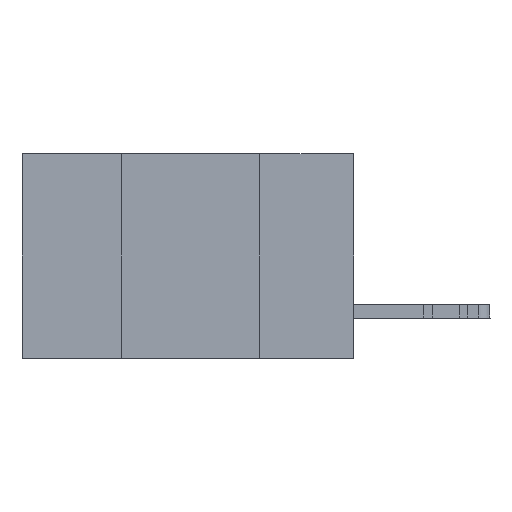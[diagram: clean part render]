
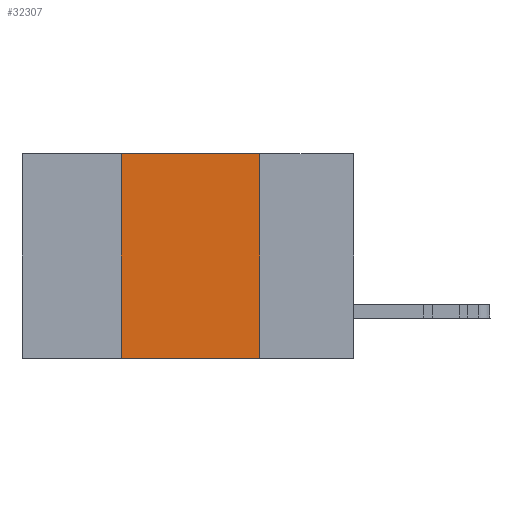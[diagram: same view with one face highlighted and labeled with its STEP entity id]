
A CAD part, left-side view. The second image highlights one B-rep face of the part: STEP entity #32307.
In plain terms, the highlighted planar face has unit normal (-1, 0, 0).
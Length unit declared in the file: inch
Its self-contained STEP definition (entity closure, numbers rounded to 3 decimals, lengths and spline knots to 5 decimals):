
#80 = DIRECTION ( 'NONE',  ( 1., 0., 0. ) ) ;
#1241 = CARTESIAN_POINT ( 'NONE',  ( 0., 0.42, -0.37 ) ) ;
#1490 = CARTESIAN_POINT ( 'NONE',  ( 0., 0.42, 0. ) ) ;
#4200 = CARTESIAN_POINT ( 'NONE',  ( 0., 0.6, 0. ) ) ;
#4578 = DIRECTION ( 'NONE',  ( 0., 0., 1. ) ) ;
#5024 = EDGE_LOOP ( 'NONE', ( #23259, #30975, #41556, #30762 ) ) ;
#5496 = AXIS2_PLACEMENT_3D ( 'NONE', #4200, #80, #8425 ) ;
#5867 = CARTESIAN_POINT ( 'NONE',  ( 0., 0.6, -0.37 ) ) ;
#6750 = VERTEX_POINT ( 'NONE', #1490 ) ;
#8425 = DIRECTION ( 'NONE',  ( 0., 0., -1. ) ) ;
#10991 = VERTEX_POINT ( 'NONE', #1241 ) ;
#12113 = VECTOR ( 'NONE', #41524, 39.37008 ) ;
#13533 = VECTOR ( 'NONE', #4578, 39.37008 ) ;
#14703 = EDGE_CURVE ( 'NONE', #50004, #32333, #23853, .T. ) ;
#16074 = PLANE ( 'NONE',  #5496 ) ;
#16360 = EDGE_CURVE ( 'NONE', #10991, #6750, #18975, .T. ) ;
#18413 = EDGE_CURVE ( 'NONE', #6750, #50004, #19406, .T. ) ;
#18478 = LINE ( 'NONE', #5867, #23959 ) ;
#18975 = LINE ( 'NONE', #31975, #13533 ) ;
#19406 = LINE ( 'NONE', #25982, #12113 ) ;
#23259 = ORIENTED_EDGE ( 'NONE', *, *, #14703, .F. ) ;
#23853 = LINE ( 'NONE', #39172, #44947 ) ;
#23959 = VECTOR ( 'NONE', #40715, 39.37008 ) ;
#25982 = CARTESIAN_POINT ( 'NONE',  ( 0., 0.6, 0. ) ) ;
#28217 = EDGE_CURVE ( 'NONE', #10991, #32333, #18478, .T. ) ;
#30762 = ORIENTED_EDGE ( 'NONE', *, *, #28217, .T. ) ;
#30975 = ORIENTED_EDGE ( 'NONE', *, *, #18413, .F. ) ;
#31975 = CARTESIAN_POINT ( 'NONE',  ( 0., 0.42, 0. ) ) ;
#32307 = ADVANCED_FACE ( 'NONE', ( #37953 ), #16074, .F. ) ;
#32333 = VERTEX_POINT ( 'NONE', #46649 ) ;
#35449 = DIRECTION ( 'NONE',  ( 0., 0., -1. ) ) ;
#37953 = FACE_OUTER_BOUND ( 'NONE', #5024, .T. ) ;
#38785 = CARTESIAN_POINT ( 'NONE',  ( 0., 0.17, 0. ) ) ;
#39172 = CARTESIAN_POINT ( 'NONE',  ( 0., 0.17, 0. ) ) ;
#40715 = DIRECTION ( 'NONE',  ( 0., -1., 0. ) ) ;
#41524 = DIRECTION ( 'NONE',  ( 0., -1., 0. ) ) ;
#41556 = ORIENTED_EDGE ( 'NONE', *, *, #16360, .F. ) ;
#44947 = VECTOR ( 'NONE', #35449, 39.37008 ) ;
#46649 = CARTESIAN_POINT ( 'NONE',  ( 0., 0.17, -0.37 ) ) ;
#50004 = VERTEX_POINT ( 'NONE', #38785 ) ;
